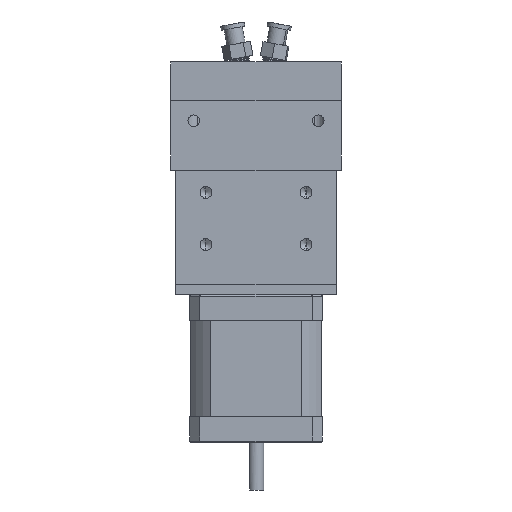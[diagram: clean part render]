
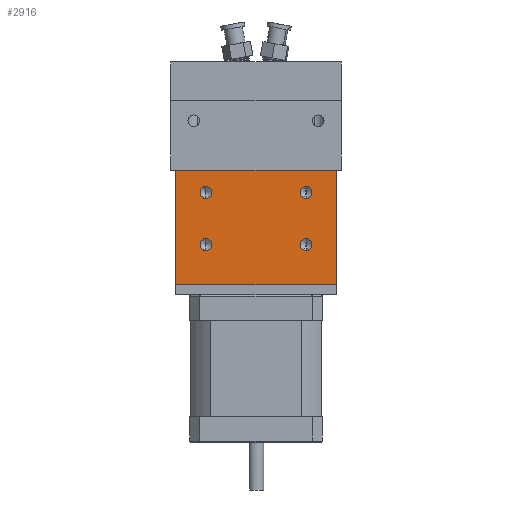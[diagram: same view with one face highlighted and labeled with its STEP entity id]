
A CAD part, front view. The second image highlights one B-rep face of the part: STEP entity #2916.
In plain terms, the highlighted planar face has unit normal (0, -1, 0).
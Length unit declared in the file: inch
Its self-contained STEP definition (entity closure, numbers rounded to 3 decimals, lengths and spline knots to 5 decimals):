
#703 = DIRECTION ( 'NONE',  ( 0., 0., -1. ) ) ;
#733 = CARTESIAN_POINT ( 'NONE',  ( -0.625, -1., -0.28 ) ) ;
#788 = DIRECTION ( 'NONE',  ( 0., -1., 0. ) ) ;
#1711 = CARTESIAN_POINT ( 'NONE',  ( 0.625, -1., -0.2065 ) ) ;
#1743 = CARTESIAN_POINT ( 'NONE',  ( -0.625, -1., -0.8565 ) ) ;
#1774 = CARTESIAN_POINT ( 'NONE',  ( 0.625, -1., -0.3535 ) ) ;
#1789 = CARTESIAN_POINT ( 'NONE',  ( -1., -1., 0. ) ) ;
#1826 = CARTESIAN_POINT ( 'NONE',  ( -0.625, -1., -0.3535 ) ) ;
#1849 = CARTESIAN_POINT ( 'NONE',  ( -0.625, -1., -0.2065 ) ) ;
#1854 = CARTESIAN_POINT ( 'NONE',  ( 0.625, -1., -0.8565 ) ) ;
#1857 = CARTESIAN_POINT ( 'NONE',  ( -0.625, -1., -1.0035 ) ) ;
#1921 = CARTESIAN_POINT ( 'NONE',  ( 1., -1., 0. ) ) ;
#1958 = CARTESIAN_POINT ( 'NONE',  ( 1., -1., -1.43 ) ) ;
#2008 = CARTESIAN_POINT ( 'NONE',  ( -1., -1., -1.43 ) ) ;
#2022 = CARTESIAN_POINT ( 'NONE',  ( 0.625, -1., -1.0035 ) ) ;
#2504 = PLANE ( 'NONE',  #10538 ) ;
#2574 = DIRECTION ( 'NONE',  ( -1., 0., 0. ) ) ;
#2576 = DIRECTION ( 'NONE',  ( 0., 1., 0. ) ) ;
#2579 = CARTESIAN_POINT ( 'NONE',  ( 1., -1., -1.43 ) ) ;
#2916 = ADVANCED_FACE ( 'NONE', ( #4526, #4531, #4533, #4535, #4529 ), #2504, .F. ) ;
#3358 = DIRECTION ( 'NONE',  ( -1., 0., 0. ) ) ;
#3359 = CARTESIAN_POINT ( 'NONE',  ( 1., -1., -1.43 ) ) ;
#3413 = CARTESIAN_POINT ( 'NONE',  ( 0.625, -1., -0.93 ) ) ;
#3596 = DIRECTION ( 'NONE',  ( 0., 0., -1. ) ) ;
#3751 = DIRECTION ( 'NONE',  ( -1., 0., 0. ) ) ;
#3766 = DIRECTION ( 'NONE',  ( 0., -1., 0. ) ) ;
#3794 = CARTESIAN_POINT ( 'NONE',  ( -0.625, -1., -0.93 ) ) ;
#3862 = DIRECTION ( 'NONE',  ( 0., 0., -1. ) ) ;
#3900 = DIRECTION ( 'NONE',  ( 0., -1., 0. ) ) ;
#3902 = CARTESIAN_POINT ( 'NONE',  ( 1., -1., 0. ) ) ;
#4526 = FACE_BOUND ( 'NONE', #7565, .T. ) ;
#4529 = FACE_OUTER_BOUND ( 'NONE', #7276, .T. ) ;
#4531 = FACE_BOUND ( 'NONE', #7271, .T. ) ;
#4533 = FACE_BOUND ( 'NONE', #7547, .T. ) ;
#4535 = FACE_BOUND ( 'NONE', #11798, .T. ) ;
#6063 = CARTESIAN_POINT ( 'NONE',  ( 0.625, -1., -0.28 ) ) ;
#6078 = DIRECTION ( 'NONE',  ( 0., 0., -1. ) ) ;
#6092 = DIRECTION ( 'NONE',  ( 0., -1., 0. ) ) ;
#6251 = EDGE_CURVE ( 'NONE', #9983, #9960, #14324, .T. ) ;
#6315 = EDGE_CURVE ( 'NONE', #9991, #9877, #14370, .T. ) ;
#6349 = EDGE_CURVE ( 'NONE', #9960, #9983, #14396, .T. ) ;
#6354 = EDGE_CURVE ( 'NONE', #10191, #9988, #14400, .T. ) ;
#6378 = EDGE_CURVE ( 'NONE', #9851, #9908, #14422, .T. ) ;
#6425 = EDGE_CURVE ( 'NONE', #10169, #9923, #14455, .T. ) ;
#6433 = EDGE_CURVE ( 'NONE', #10109, #10060, #14459, .T. ) ;
#7271 = EDGE_LOOP ( 'NONE', ( #8052, #8073 ) ) ;
#7276 = EDGE_LOOP ( 'NONE', ( #8046, #7824, #8026, #7837 ) ) ;
#7547 = EDGE_LOOP ( 'NONE', ( #8050, #7818 ) ) ;
#7565 = EDGE_LOOP ( 'NONE', ( #8018, #8051 ) ) ;
#7818 = ORIENTED_EDGE ( 'NONE', *, *, #8155, .F. ) ;
#7824 = ORIENTED_EDGE ( 'NONE', *, *, #6425, .F. ) ;
#7827 = ORIENTED_EDGE ( 'NONE', *, *, #8102, .F. ) ;
#7837 = ORIENTED_EDGE ( 'NONE', *, *, #6433, .T. ) ;
#7849 = ORIENTED_EDGE ( 'NONE', *, *, #6315, .F. ) ;
#8018 = ORIENTED_EDGE ( 'NONE', *, *, #6349, .F. ) ;
#8026 = ORIENTED_EDGE ( 'NONE', *, *, #8192, .F. ) ;
#8046 = ORIENTED_EDGE ( 'NONE', *, *, #8098, .T. ) ;
#8050 = ORIENTED_EDGE ( 'NONE', *, *, #6354, .F. ) ;
#8051 = ORIENTED_EDGE ( 'NONE', *, *, #6251, .F. ) ;
#8052 = ORIENTED_EDGE ( 'NONE', *, *, #8206, .F. ) ;
#8073 = ORIENTED_EDGE ( 'NONE', *, *, #6378, .F. ) ;
#8098 = EDGE_CURVE ( 'NONE', #10060, #9923, #13842, .T. ) ;
#8102 = EDGE_CURVE ( 'NONE', #9877, #9991, #13852, .T. ) ;
#8155 = EDGE_CURVE ( 'NONE', #9988, #10191, #13943, .T. ) ;
#8192 = EDGE_CURVE ( 'NONE', #10109, #10169, #13991, .T. ) ;
#8206 = EDGE_CURVE ( 'NONE', #9908, #9851, #14016, .T. ) ;
#8405 = AXIS2_PLACEMENT_3D ( 'NONE', #733, #788, #703 ) ;
#8421 = AXIS2_PLACEMENT_3D ( 'NONE', #13496, #13512, #13638 ) ;
#8424 = AXIS2_PLACEMENT_3D ( 'NONE', #13535, #13523, #13534 ) ;
#8425 = AXIS2_PLACEMENT_3D ( 'NONE', #13511, #13522, #13596 ) ;
#8434 = AXIS2_PLACEMENT_3D ( 'NONE', #13573, #13636, #13597 ) ;
#8827 = CARTESIAN_POINT ( 'NONE',  ( 1., -1., -1.43 ) ) ;
#8857 = DIRECTION ( 'NONE',  ( 0., 0., 1. ) ) ;
#8867 = CARTESIAN_POINT ( 'NONE',  ( -1., -1., -1.43 ) ) ;
#8879 = DIRECTION ( 'NONE',  ( 0., 0., 1. ) ) ;
#9851 = VERTEX_POINT ( 'NONE', #1711 ) ;
#9877 = VERTEX_POINT ( 'NONE', #1743 ) ;
#9908 = VERTEX_POINT ( 'NONE', #1774 ) ;
#9923 = VERTEX_POINT ( 'NONE', #1789 ) ;
#9960 = VERTEX_POINT ( 'NONE', #1826 ) ;
#9983 = VERTEX_POINT ( 'NONE', #1849 ) ;
#9988 = VERTEX_POINT ( 'NONE', #1854 ) ;
#9991 = VERTEX_POINT ( 'NONE', #1857 ) ;
#10060 = VERTEX_POINT ( 'NONE', #1921 ) ;
#10109 = VERTEX_POINT ( 'NONE', #1958 ) ;
#10169 = VERTEX_POINT ( 'NONE', #2008 ) ;
#10191 = VERTEX_POINT ( 'NONE', #2022 ) ;
#10538 = AXIS2_PLACEMENT_3D ( 'NONE', #2579, #2576, #2574 ) ;
#11798 = EDGE_LOOP ( 'NONE', ( #7849, #7827 ) ) ;
#12530 = AXIS2_PLACEMENT_3D ( 'NONE', #3794, #3900, #3862 ) ;
#12560 = AXIS2_PLACEMENT_3D ( 'NONE', #3413, #3766, #3596 ) ;
#12583 = AXIS2_PLACEMENT_3D ( 'NONE', #6063, #6092, #6078 ) ;
#13496 = CARTESIAN_POINT ( 'NONE',  ( -0.625, -1., -0.93 ) ) ;
#13511 = CARTESIAN_POINT ( 'NONE',  ( -0.625, -1., -0.28 ) ) ;
#13512 = DIRECTION ( 'NONE',  ( 0., -1., 0. ) ) ;
#13522 = DIRECTION ( 'NONE',  ( 0., -1., 0. ) ) ;
#13523 = DIRECTION ( 'NONE',  ( 0., -1., 0. ) ) ;
#13534 = DIRECTION ( 'NONE',  ( 0., 0., -1. ) ) ;
#13535 = CARTESIAN_POINT ( 'NONE',  ( 0.625, -1., -0.93 ) ) ;
#13573 = CARTESIAN_POINT ( 'NONE',  ( 0.625, -1., -0.28 ) ) ;
#13596 = DIRECTION ( 'NONE',  ( 0., 0., -1. ) ) ;
#13597 = DIRECTION ( 'NONE',  ( 0., 0., -1. ) ) ;
#13636 = DIRECTION ( 'NONE',  ( 0., -1., 0. ) ) ;
#13638 = DIRECTION ( 'NONE',  ( 0., 0., -1. ) ) ;
#13842 = LINE ( 'NONE', #3902, #13843 ) ;
#13843 = VECTOR ( 'NONE', #3751, 39.37008 ) ;
#13852 = CIRCLE ( 'NONE', #12530, 0.0735 ) ;
#13943 = CIRCLE ( 'NONE', #12560, 0.0735 ) ;
#13991 = LINE ( 'NONE', #3359, #13994 ) ;
#13994 = VECTOR ( 'NONE', #3358, 39.37008 ) ;
#14016 = CIRCLE ( 'NONE', #12583, 0.0735 ) ;
#14324 = CIRCLE ( 'NONE', #8405, 0.0735 ) ;
#14370 = CIRCLE ( 'NONE', #8421, 0.0735 ) ;
#14396 = CIRCLE ( 'NONE', #8425, 0.0735 ) ;
#14400 = CIRCLE ( 'NONE', #8424, 0.0735 ) ;
#14422 = CIRCLE ( 'NONE', #8434, 0.0735 ) ;
#14432 = VECTOR ( 'NONE', #8879, 39.37008 ) ;
#14455 = LINE ( 'NONE', #8867, #14432 ) ;
#14458 = VECTOR ( 'NONE', #8857, 39.37008 ) ;
#14459 = LINE ( 'NONE', #8827, #14458 ) ;
